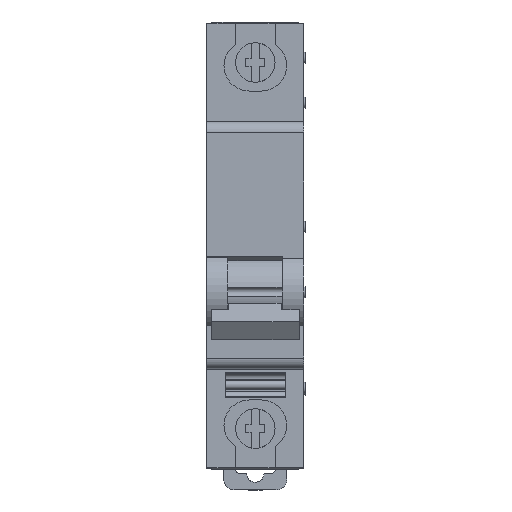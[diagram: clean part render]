
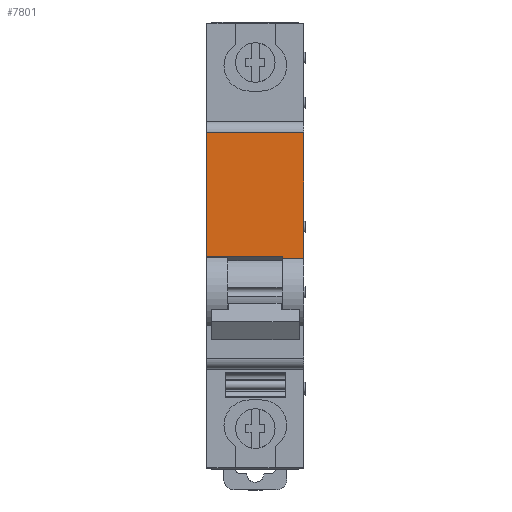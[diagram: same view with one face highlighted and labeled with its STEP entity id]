
A CAD part, top view. The second image highlights one B-rep face of the part: STEP entity #7801.
In plain terms, the highlighted planar face has unit normal (0, 0, 1).
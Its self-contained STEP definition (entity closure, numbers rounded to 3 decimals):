
#81=DIRECTION('',(0.,-1.,0.));
#82=VECTOR('',#81,22.475);
#83=CARTESIAN_POINT('',(0.,61.2,-3.313));
#84=LINE('',#83,#82);
#1061=DIRECTION('',(0.,1.,0.));
#1062=VECTOR('',#1061,0.418);
#1063=CARTESIAN_POINT('',(13.85,38.307,-3.313));
#1064=LINE('',#1063,#1062);
#1065=DIRECTION('',(-1.,0.,0.));
#1066=VECTOR('',#1065,13.85);
#1067=CARTESIAN_POINT('',(13.85,38.725,-3.313));
#1068=LINE('',#1067,#1066);
#1073=DIRECTION('',(-1.,0.,0.));
#1074=VECTOR('',#1073,17.7);
#1075=CARTESIAN_POINT('',(17.7,61.2,-3.313));
#1076=LINE('',#1075,#1074);
#1419=DIRECTION('',(0.,1.,0.));
#1420=VECTOR('',#1419,22.893);
#1421=CARTESIAN_POINT('',(17.7,38.307,-3.313));
#1422=LINE('',#1421,#1420);
#1630=DIRECTION('',(1.,0.,0.));
#1631=VECTOR('',#1630,3.85);
#1632=CARTESIAN_POINT('',(13.85,38.307,-3.313));
#1633=LINE('',#1632,#1631);
#4984=CARTESIAN_POINT('',(0.,61.2,-3.313));
#4985=VERTEX_POINT('',#4984);
#4986=CARTESIAN_POINT('',(0.,38.725,-3.313));
#4987=VERTEX_POINT('',#4986);
#5014=CARTESIAN_POINT('',(13.85,38.725,-3.313));
#5015=VERTEX_POINT('',#5014);
#5306=CARTESIAN_POINT('',(13.85,38.307,-3.313));
#5307=VERTEX_POINT('',#5306);
#5310=CARTESIAN_POINT('',(17.7,61.2,-3.313));
#5311=VERTEX_POINT('',#5310);
#5312=CARTESIAN_POINT('',(17.7,38.307,-3.313));
#5313=VERTEX_POINT('',#5312);
#7785=CARTESIAN_POINT('',(0.,63.2,-3.313));
#7786=DIRECTION('',(0.,0.,1.));
#7787=DIRECTION('',(0.,-1.,0.));
#7788=AXIS2_PLACEMENT_3D('',#7785,#7786,#7787);
#7789=PLANE('',#7788);
#7791=ORIENTED_EDGE('',*,*,#7790,.F.);
#7793=ORIENTED_EDGE('',*,*,#7792,.F.);
#7795=ORIENTED_EDGE('',*,*,#7794,.F.);
#7796=ORIENTED_EDGE('',*,*,#7770,.T.);
#7797=ORIENTED_EDGE('',*,*,#6629,.T.);
#7798=ORIENTED_EDGE('',*,*,#6553,.F.);
#7799=EDGE_LOOP('',(#7791,#7793,#7795,#7796,#7797,#7798));
#7800=FACE_OUTER_BOUND('',#7799,.F.);
#7801=ADVANCED_FACE('',(#7800),#7789,.T.);
#6553=EDGE_CURVE('',#4985,#4987,#84,.T.);
#6629=EDGE_CURVE('',#5015,#4987,#1068,.T.);
#7770=EDGE_CURVE('',#5307,#5015,#1064,.T.);
#7790=EDGE_CURVE('',#5311,#4985,#1076,.T.);
#7792=EDGE_CURVE('',#5313,#5311,#1422,.T.);
#7794=EDGE_CURVE('',#5307,#5313,#1633,.T.);
